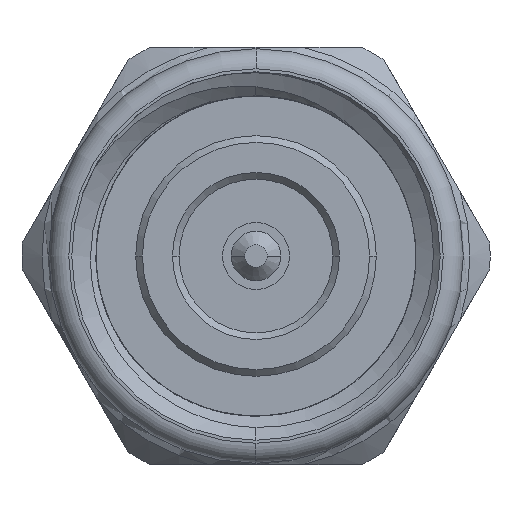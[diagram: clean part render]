
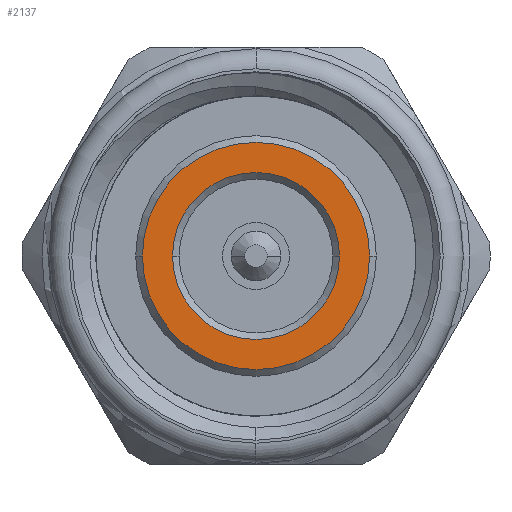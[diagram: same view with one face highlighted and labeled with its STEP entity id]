
A CAD part, left-side view. The second image highlights one B-rep face of the part: STEP entity #2137.
In plain terms, the highlighted planar face has unit normal (-1, 0, 0).
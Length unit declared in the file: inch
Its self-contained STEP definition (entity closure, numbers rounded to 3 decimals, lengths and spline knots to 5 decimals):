
#20 = AXIS2_PLACEMENT_3D ( 'NONE', #887, #2989, #4027 ) ;
#140 = DIRECTION ( 'NONE',  ( 0., -1., 0. ) ) ;
#252 = FACE_OUTER_BOUND ( 'NONE', #4883, .T. ) ;
#443 = ORIENTED_EDGE ( 'NONE', *, *, #1498, .F. ) ;
#559 = CARTESIAN_POINT ( 'NONE',  ( -0.335, 0., 0. ) ) ;
#728 = ORIENTED_EDGE ( 'NONE', *, *, #3965, .T. ) ;
#887 = CARTESIAN_POINT ( 'NONE',  ( -0.335, 0.085, 0. ) ) ;
#1086 = CIRCLE ( 'NONE', #3145, 0.085 ) ;
#1123 = DIRECTION ( 'NONE',  ( 0., -1., 0. ) ) ;
#1159 = DIRECTION ( 'NONE',  ( -1., 0., 0. ) ) ;
#1163 = CARTESIAN_POINT ( 'NONE',  ( -0.335, 0., 0. ) ) ;
#1242 = AXIS2_PLACEMENT_3D ( 'NONE', #3645, #6360, #6261 ) ;
#1246 = CARTESIAN_POINT ( 'NONE',  ( -0.335, -0.085, 0. ) ) ;
#1299 = VERTEX_POINT ( 'NONE', #2772 ) ;
#1356 = FACE_BOUND ( 'NONE', #3615, .T. ) ;
#1498 = EDGE_CURVE ( 'NONE', #3540, #4000, #3083, .T. ) ;
#1696 = DIRECTION ( 'NONE',  ( -1., 0., 0. ) ) ;
#1738 = DIRECTION ( 'NONE',  ( -1., 0., 0. ) ) ;
#1916 = ORIENTED_EDGE ( 'NONE', *, *, #5049, .T. ) ;
#2031 = AXIS2_PLACEMENT_3D ( 'NONE', #559, #1696, #1123 ) ;
#2137 = ADVANCED_FACE ( 'NONE', ( #252, #1356 ), #2455, .T. ) ;
#2302 = CARTESIAN_POINT ( 'NONE',  ( -0.335, 0., 0. ) ) ;
#2455 = PLANE ( 'NONE',  #20 ) ;
#2772 = CARTESIAN_POINT ( 'NONE',  ( -0.335, 0.085, 0. ) ) ;
#2989 = DIRECTION ( 'NONE',  ( -1., 0., 0. ) ) ;
#3083 = CIRCLE ( 'NONE', #6017, 0.06248 ) ;
#3145 = AXIS2_PLACEMENT_3D ( 'NONE', #1163, #1738, #140 ) ;
#3168 = CIRCLE ( 'NONE', #2031, 0.085 ) ;
#3540 = VERTEX_POINT ( 'NONE', #5976 ) ;
#3615 = EDGE_LOOP ( 'NONE', ( #4904, #443 ) ) ;
#3645 = CARTESIAN_POINT ( 'NONE',  ( -0.335, 0., 0. ) ) ;
#3791 = EDGE_CURVE ( 'NONE', #4000, #3540, #5097, .T. ) ;
#3965 = EDGE_CURVE ( 'NONE', #1299, #5133, #3168, .T. ) ;
#4000 = VERTEX_POINT ( 'NONE', #5951 ) ;
#4027 = DIRECTION ( 'NONE',  ( 0., -1., 0. ) ) ;
#4883 = EDGE_LOOP ( 'NONE', ( #728, #1916 ) ) ;
#4904 = ORIENTED_EDGE ( 'NONE', *, *, #3791, .F. ) ;
#4962 = DIRECTION ( 'NONE',  ( 0., -1., 0. ) ) ;
#5049 = EDGE_CURVE ( 'NONE', #5133, #1299, #1086, .T. ) ;
#5097 = CIRCLE ( 'NONE', #1242, 0.06248 ) ;
#5133 = VERTEX_POINT ( 'NONE', #1246 ) ;
#5951 = CARTESIAN_POINT ( 'NONE',  ( -0.335, -0.06248, 0. ) ) ;
#5976 = CARTESIAN_POINT ( 'NONE',  ( -0.335, 0.06248, 0. ) ) ;
#6017 = AXIS2_PLACEMENT_3D ( 'NONE', #2302, #1159, #4962 ) ;
#6261 = DIRECTION ( 'NONE',  ( 0., -1., 0. ) ) ;
#6360 = DIRECTION ( 'NONE',  ( -1., 0., 0. ) ) ;
